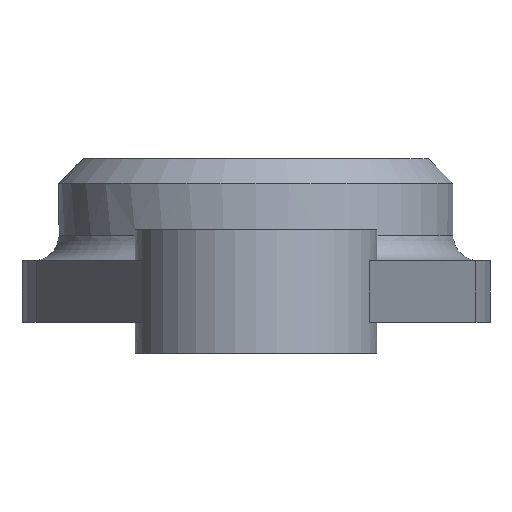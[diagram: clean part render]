
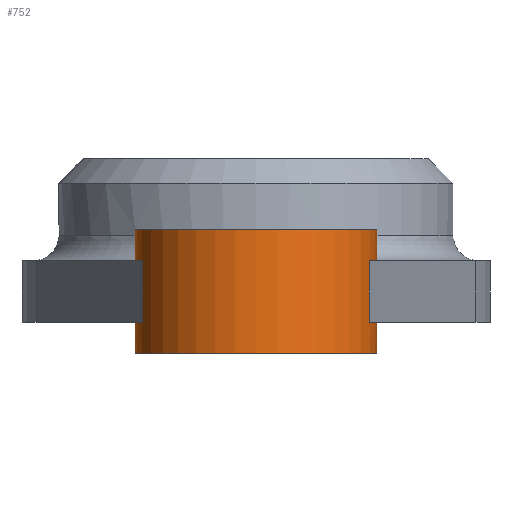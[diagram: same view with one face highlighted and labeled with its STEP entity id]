
A CAD part, left-side view. The second image highlights one B-rep face of the part: STEP entity #752.
In plain terms, the highlighted cylindrical face has radius 9.8 mm (diameter 19.6 mm), a partial arc.
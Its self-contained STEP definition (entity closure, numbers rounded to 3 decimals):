
#36=LINE('',#1177,#100);
#44=LINE('',#1212,#108);
#49=LINE('',#1240,#113);
#50=LINE('',#1244,#114);
#51=LINE('',#1246,#115);
#52=LINE('',#1250,#116);
#100=VECTOR('',#926,2.5);
#108=VECTOR('',#950,2.5);
#113=VECTOR('',#967,5.);
#114=VECTOR('',#972,2.5);
#115=VECTOR('',#973,2.5);
#116=VECTOR('',#976,5.);
#156=CYLINDRICAL_SURFACE('',#817,9.8);
#191=FACE_OUTER_BOUND('',#240,.T.);
#240=EDGE_LOOP('',(#569,#570,#571,#572,#573,#574,#575,#576,#577,#578,#579,
#580));
#280=CIRCLE('',#801,9.8);
#282=CIRCLE('',#806,9.8);
#288=CIRCLE('',#818,9.8);
#289=CIRCLE('',#819,9.8);
#290=CIRCLE('',#820,9.8);
#291=CIRCLE('',#821,9.8);
#330=VERTEX_POINT('',#1169);
#331=VERTEX_POINT('',#1171);
#332=VERTEX_POINT('',#1176);
#334=VERTEX_POINT('',#1183);
#335=VERTEX_POINT('',#1185);
#341=VERTEX_POINT('',#1210);
#347=VERTEX_POINT('',#1236);
#348=VERTEX_POINT('',#1238);
#349=VERTEX_POINT('',#1242);
#350=VERTEX_POINT('',#1245);
#351=VERTEX_POINT('',#1247);
#352=VERTEX_POINT('',#1249);
#407=EDGE_CURVE('',#331,#330,#280,.T.);
#410=EDGE_CURVE('',#332,#331,#36,.T.);
#414=EDGE_CURVE('',#335,#334,#282,.T.);
#423=EDGE_CURVE('',#341,#330,#44,.T.);
#432=EDGE_CURVE('',#348,#347,#49,.T.);
#433=EDGE_CURVE('',#349,#348,#288,.T.);
#434=EDGE_CURVE('',#335,#349,#50,.T.);
#435=EDGE_CURVE('',#334,#350,#51,.T.);
#436=EDGE_CURVE('',#351,#350,#289,.T.);
#437=EDGE_CURVE('',#352,#351,#52,.T.);
#438=EDGE_CURVE('',#332,#352,#290,.T.);
#439=EDGE_CURVE('',#347,#341,#291,.T.);
#569=ORIENTED_EDGE('',*,*,#433,.F.);
#570=ORIENTED_EDGE('',*,*,#434,.F.);
#571=ORIENTED_EDGE('',*,*,#414,.T.);
#572=ORIENTED_EDGE('',*,*,#435,.T.);
#573=ORIENTED_EDGE('',*,*,#436,.F.);
#574=ORIENTED_EDGE('',*,*,#437,.F.);
#575=ORIENTED_EDGE('',*,*,#438,.F.);
#576=ORIENTED_EDGE('',*,*,#410,.T.);
#577=ORIENTED_EDGE('',*,*,#407,.T.);
#578=ORIENTED_EDGE('',*,*,#423,.F.);
#579=ORIENTED_EDGE('',*,*,#439,.F.);
#580=ORIENTED_EDGE('',*,*,#432,.F.);
#752=ADVANCED_FACE('',(#191),#156,.T.);
#801=AXIS2_PLACEMENT_3D('',#1172,#920,#921);
#806=AXIS2_PLACEMENT_3D('',#1186,#935,#936);
#817=AXIS2_PLACEMENT_3D('',#1241,#968,#969);
#818=AXIS2_PLACEMENT_3D('',#1243,#970,#971);
#819=AXIS2_PLACEMENT_3D('',#1248,#974,#975);
#820=AXIS2_PLACEMENT_3D('',#1251,#977,#978);
#821=AXIS2_PLACEMENT_3D('',#1252,#979,#980);
#920=DIRECTION('center_axis',(0.,0.,-1.));
#921=DIRECTION('ref_axis',(0.,1.,0.));
#926=DIRECTION('',(0.,0.,1.));
#935=DIRECTION('center_axis',(0.,0.,1.));
#936=DIRECTION('ref_axis',(0.,1.,0.));
#950=DIRECTION('',(0.,0.,1.));
#967=DIRECTION('',(0.,0.,1.));
#968=DIRECTION('center_axis',(0.,0.,1.));
#969=DIRECTION('ref_axis',(-0.347,0.938,0.));
#970=DIRECTION('center_axis',(0.,0.,1.));
#971=DIRECTION('ref_axis',(0.,1.,0.));
#972=DIRECTION('',(0.,0.,1.));
#973=DIRECTION('',(0.,0.,1.));
#974=DIRECTION('center_axis',(0.,0.,1.));
#975=DIRECTION('ref_axis',(0.,1.,0.));
#976=DIRECTION('',(0.,0.,-1.));
#977=DIRECTION('center_axis',(0.,0.,-1.));
#978=DIRECTION('ref_axis',(0.,1.,0.));
#979=DIRECTION('center_axis',(0.,0.,-1.));
#980=DIRECTION('ref_axis',(0.,1.,0.));
#1169=CARTESIAN_POINT('',(-26.5,9.8,10.));
#1171=CARTESIAN_POINT('',(-26.5,-9.8,10.));
#1172=CARTESIAN_POINT('Origin',(-26.5,0.,10.));
#1176=CARTESIAN_POINT('',(-26.5,-9.8,7.5));
#1177=CARTESIAN_POINT('',(-26.5,-9.8,7.5));
#1183=CARTESIAN_POINT('',(-26.5,-9.8,0.));
#1185=CARTESIAN_POINT('',(-26.5,9.8,0.));
#1186=CARTESIAN_POINT('Origin',(-26.5,0.,0.));
#1210=CARTESIAN_POINT('',(-26.5,9.8,7.5));
#1212=CARTESIAN_POINT('',(-26.5,9.8,7.5));
#1236=CARTESIAN_POINT('',(-29.902,9.19,7.5));
#1238=CARTESIAN_POINT('',(-29.902,9.19,2.5));
#1240=CARTESIAN_POINT('',(-29.902,9.19,2.5));
#1241=CARTESIAN_POINT('Origin',(-26.5,0.,2.5));
#1242=CARTESIAN_POINT('',(-26.5,9.8,2.5));
#1243=CARTESIAN_POINT('Origin',(-26.5,0.,2.5));
#1244=CARTESIAN_POINT('',(-26.5,9.8,0.));
#1245=CARTESIAN_POINT('',(-26.5,-9.8,2.5));
#1246=CARTESIAN_POINT('',(-26.5,-9.8,0.));
#1247=CARTESIAN_POINT('',(-29.902,-9.19,2.5));
#1248=CARTESIAN_POINT('Origin',(-26.5,0.,2.5));
#1249=CARTESIAN_POINT('',(-29.902,-9.19,7.5));
#1250=CARTESIAN_POINT('',(-29.902,-9.19,7.5));
#1251=CARTESIAN_POINT('Origin',(-26.5,0.,7.5));
#1252=CARTESIAN_POINT('Origin',(-26.5,0.,7.5));
